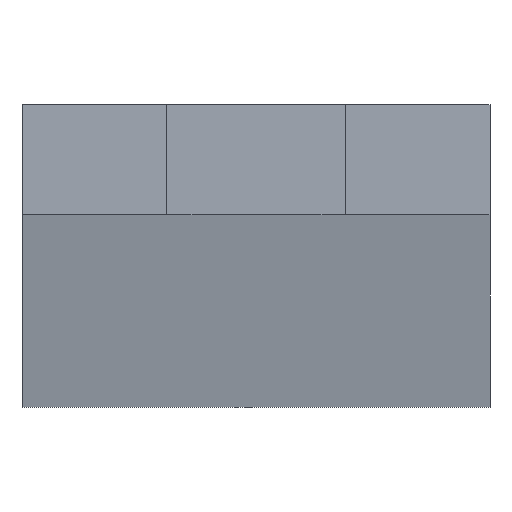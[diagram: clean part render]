
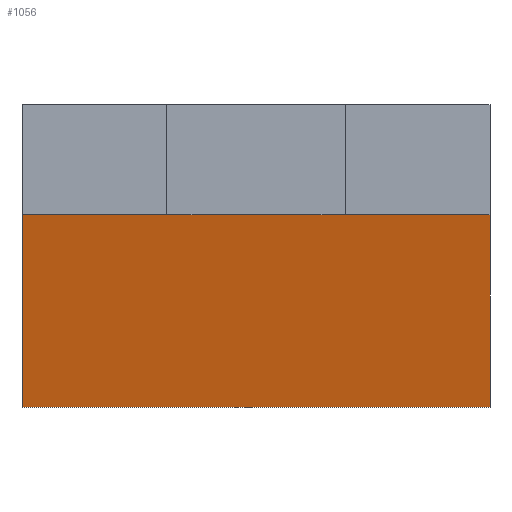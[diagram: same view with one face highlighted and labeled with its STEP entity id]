
A CAD part, left-side view. The second image highlights one B-rep face of the part: STEP entity #1056.
In plain terms, the highlighted planar face has unit normal (-0.978, 0, -0.209).
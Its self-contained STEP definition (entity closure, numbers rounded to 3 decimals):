
#365 = VERTEX_POINT('',#366);
#366 = CARTESIAN_POINT('',(-1.1,-0.85,0.));
#372 = EDGE_CURVE('',#373,#365,#375,.T.);
#373 = VERTEX_POINT('',#374);
#374 = CARTESIAN_POINT('',(-0.95,-0.85,-0.7));
#375 = LINE('',#376,#377);
#376 = CARTESIAN_POINT('',(-1.05,-0.85,-0.235));
#377 = VECTOR('',#378,1.);
#378 = DIRECTION('',(-0.21,0.,0.978)
  );
#876 = VERTEX_POINT('',#877);
#877 = CARTESIAN_POINT('',(-1.1,-0.225,0.));
#900 = VERTEX_POINT('',#901);
#901 = CARTESIAN_POINT('',(-1.1,0.225,0.));
#907 = EDGE_CURVE('',#900,#876,#908,.T.);
#908 = LINE('',#909,#910);
#909 = CARTESIAN_POINT('',(-1.1,-0.425,0.));
#910 = VECTOR('',#911,1.);
#911 = DIRECTION('',(0.,-1.,0.));
#940 = EDGE_CURVE('',#876,#365,#941,.T.);
#941 = LINE('',#942,#943);
#942 = CARTESIAN_POINT('',(-1.1,-0.425,0.));
#943 = VECTOR('',#944,1.);
#944 = DIRECTION('',(0.,-1.,0.));
#989 = VERTEX_POINT('',#990);
#990 = CARTESIAN_POINT('',(-1.1,0.85,0.));
#996 = EDGE_CURVE('',#989,#900,#997,.T.);
#997 = LINE('',#998,#999);
#998 = CARTESIAN_POINT('',(-1.1,-0.425,0.));
#999 = VECTOR('',#1000,1.);
#1000 = DIRECTION('',(0.,-1.,0.));
#1038 = EDGE_CURVE('',#1039,#373,#1041,.T.);
#1039 = VERTEX_POINT('',#1040);
#1040 = CARTESIAN_POINT('',(-0.95,0.85,-0.7));
#1041 = LINE('',#1042,#1043);
#1042 = CARTESIAN_POINT('',(-0.95,-0.425,-0.7));
#1043 = VECTOR('',#1044,1.);
#1044 = DIRECTION('',(0.,-1.,0.));
#1056 = ADVANCED_FACE('',(#1057),#1070,.T.);
#1057 = FACE_BOUND('',#1058,.T.);
#1058 = EDGE_LOOP('',(#1059,#1065,#1066,#1067,#1068,#1069));
#1059 = ORIENTED_EDGE('',*,*,#1060,.T.);
#1060 = EDGE_CURVE('',#989,#1039,#1061,.T.);
#1061 = LINE('',#1062,#1063);
#1062 = CARTESIAN_POINT('',(-1.109,0.85,0.042));
#1063 = VECTOR('',#1064,1.);
#1064 = DIRECTION('',(0.21,0.,-0.978
    ));
#1065 = ORIENTED_EDGE('',*,*,#1038,.T.);
#1066 = ORIENTED_EDGE('',*,*,#372,.T.);
#1067 = ORIENTED_EDGE('',*,*,#940,.F.);
#1068 = ORIENTED_EDGE('',*,*,#907,.F.);
#1069 = ORIENTED_EDGE('',*,*,#996,.F.);
#1070 = PLANE('',#1071);
#1071 = AXIS2_PLACEMENT_3D('',#1072,#1073,#1074);
#1072 = CARTESIAN_POINT('',(-1.025,-0.425,-0.35));
#1073 = DIRECTION('',(-0.978,0.,
    -0.21));
#1074 = DIRECTION('',(0.21,0.,-0.978
    ));
